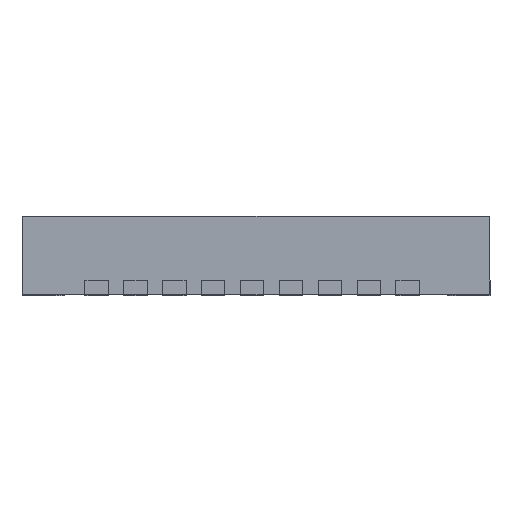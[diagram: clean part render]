
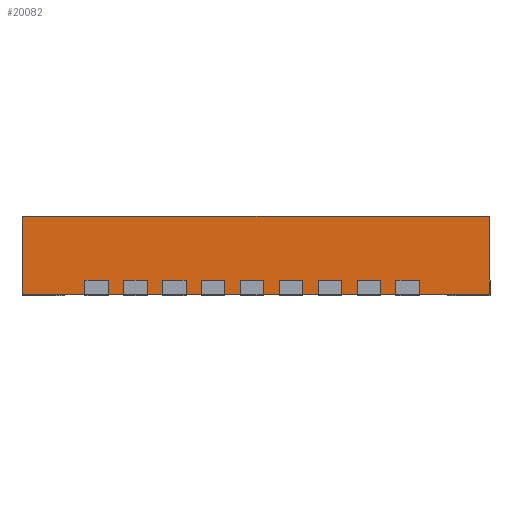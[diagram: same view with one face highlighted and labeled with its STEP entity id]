
A CAD part, left-side view. The second image highlights one B-rep face of the part: STEP entity #20082.
In plain terms, the highlighted planar face has unit normal (-1, 0, 0).
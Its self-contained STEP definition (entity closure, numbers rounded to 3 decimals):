
#411 = CARTESIAN_POINT ( 'NONE',  ( -3., 3., 1.03 ) ) ;
#5677 = ORIENTED_EDGE ( 'NONE', *, *, #5904, .T. ) ;
#5800 = LINE ( 'NONE', #6112, #8255 ) ;
#5904 = EDGE_CURVE ( 'NONE', #9821, #22594, #16357, .T. ) ;
#6112 = CARTESIAN_POINT ( 'NONE',  ( -3., 3., 1.03 ) ) ;
#6530 = LINE ( 'NONE', #7128, #15195 ) ;
#6995 = CARTESIAN_POINT ( 'NONE',  ( -3., 3., 0.03 ) ) ;
#7128 = CARTESIAN_POINT ( 'NONE',  ( -3., -3., 1.03 ) ) ;
#7156 = VERTEX_POINT ( 'NONE', #26338 ) ;
#8255 = VECTOR ( 'NONE', #19717, 1000. ) ;
#9728 = EDGE_CURVE ( 'NONE', #12356, #9821, #5800, .T. ) ;
#9821 = VERTEX_POINT ( 'NONE', #26058 ) ;
#11075 = PLANE ( 'NONE',  #28008 ) ;
#11541 = ORIENTED_EDGE ( 'NONE', *, *, #9728, .T. ) ;
#12086 = ORIENTED_EDGE ( 'NONE', *, *, #16611, .F. ) ;
#12356 = VERTEX_POINT ( 'NONE', #25968 ) ;
#13625 = DIRECTION ( 'NONE',  ( 0., 0., -1. ) ) ;
#13774 = VECTOR ( 'NONE', #23017, 1000. ) ;
#13899 = LINE ( 'NONE', #411, #14917 ) ;
#14917 = VECTOR ( 'NONE', #19475, 1000. ) ;
#15181 = ORIENTED_EDGE ( 'NONE', *, *, #19210, .F. ) ;
#15195 = VECTOR ( 'NONE', #13625, 1000. ) ;
#16357 = LINE ( 'NONE', #6995, #13774 ) ;
#16611 = EDGE_CURVE ( 'NONE', #7156, #22594, #6530, .T. ) ;
#19210 = EDGE_CURVE ( 'NONE', #12356, #7156, #13899, .T. ) ;
#19475 = DIRECTION ( 'NONE',  ( 0., -1., 0. ) ) ;
#19717 = DIRECTION ( 'NONE',  ( 0., 0., -1. ) ) ;
#20082 = ADVANCED_FACE ( 'NONE', ( #20419 ), #11075, .F. ) ;
#20419 = FACE_OUTER_BOUND ( 'NONE', #25079, .T. ) ;
#22594 = VERTEX_POINT ( 'NONE', #22733 ) ;
#22733 = CARTESIAN_POINT ( 'NONE',  ( -3., -3., 0.03 ) ) ;
#23017 = DIRECTION ( 'NONE',  ( 0., -1., 0. ) ) ;
#25079 = EDGE_LOOP ( 'NONE', ( #5677, #12086, #15181, #11541 ) ) ;
#25131 = DIRECTION ( 'NONE',  ( 1., 0., 0. ) ) ;
#25968 = CARTESIAN_POINT ( 'NONE',  ( -3., 3., 1.03 ) ) ;
#26058 = CARTESIAN_POINT ( 'NONE',  ( -3., 3., 0.03 ) ) ;
#26338 = CARTESIAN_POINT ( 'NONE',  ( -3., -3., 1.03 ) ) ;
#26952 = CARTESIAN_POINT ( 'NONE',  ( -3., 3., 1.03 ) ) ;
#27525 = DIRECTION ( 'NONE',  ( 0., 1., 0. ) ) ;
#28008 = AXIS2_PLACEMENT_3D ( 'NONE', #26952, #25131, #27525 ) ;
